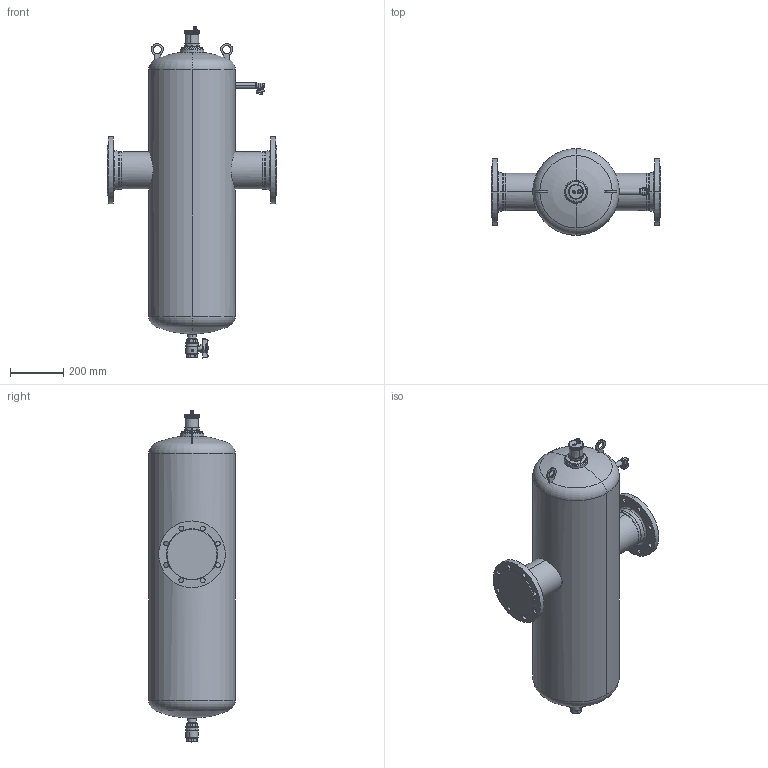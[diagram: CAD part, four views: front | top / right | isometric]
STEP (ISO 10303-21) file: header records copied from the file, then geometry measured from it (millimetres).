
FILE_DESCRIPTION(('CATIA V5 STEP Exchange'),'2;1');
FILE_NAME('STEP_546120_-_TST.stp','2018-07-30T14:18:55+00:00',('none'),('none'),'CATIA Version 5-6 Release 2016 SP4','CATIA V5 STEP AP203','none');
FILE_SCHEMA(('CONFIG_CONTROL_DESIGN'));
Length unit declared in the file: millimetre
Products named in the file (1): 546120 - TST
Bounding box: 634.32 x 323.9 x 1244.84 mm (x, y, z)
Volume: 90456990.1 mm3; surface area: 1515530.3 mm2
Topology: 1 solids, 4 shells, 1954 faces, 5059 edges, 3084 vertices
Faces by surface type: cylinder 757, plane 451, bspline 411, torus 148, cone 124, sphere 63
Entity records: 82947 total; most frequent: CARTESIAN_POINT 43553, ORIENTED_EDGE 9990, EDGE_CURVE 4995, DIRECTION 4923, VERTEX_POINT 3084, B_SPLINE_CURVE_WITH_KNOTS 2420, AXIS2_PLACEMENT_3D 2371, EDGE_LOOP 2033
